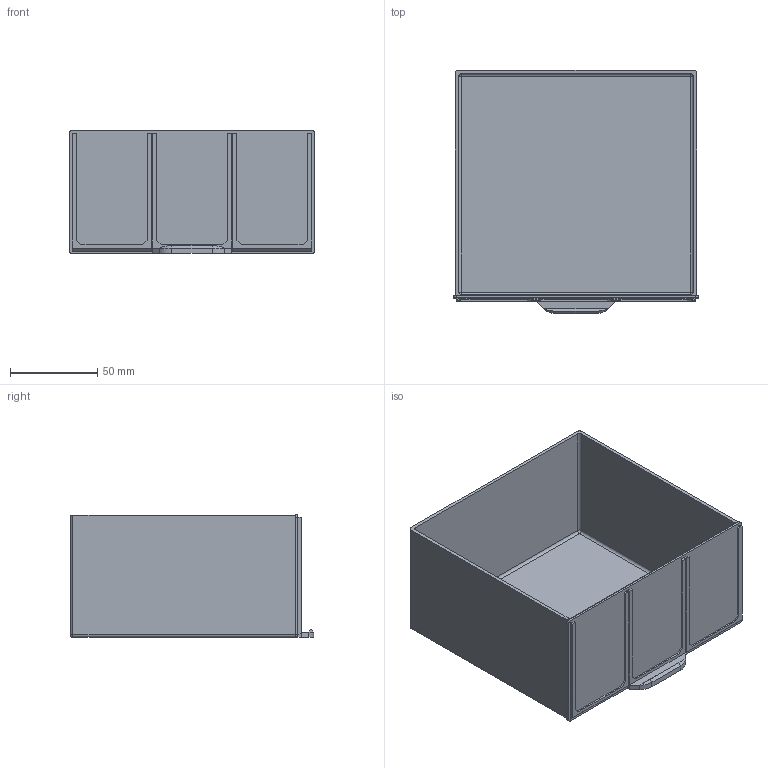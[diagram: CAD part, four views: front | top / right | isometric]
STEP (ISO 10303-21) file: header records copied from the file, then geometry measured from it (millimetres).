
FILE_DESCRIPTION(/* description */ (''),/* implementation_level */ '2;1');
FILE_NAME(/* name */ 'Drawer_2x2x4_single_compartment.stp',/* time_stamp */ '2020-10-02T10:14:04-04:00',/* author */ ('stewie'),/* organization */ (''),/* preprocessor_version */ 'ST-DEVELOPER v18',/* originating_system */ 'Autodesk Inventor 2020',/* authorisation */ '');
FILE_SCHEMA (('AUTOMOTIVE_DESIGN { 1 0 10303 214 3 1 1 }'));
Length unit declared in the file: millimetre
Products named in the file (1): BoxMiddleMiddleDblWideDblTallDrwrDblDeepDblHgtSngl
Bounding box: 140.62 x 139.78 x 70.58 mm (x, y, z)
Volume: 88493.4 mm3; surface area: 113929.4 mm2
Topology: 1 solids, 1 shells, 92 faces, 237 edges, 150 vertices
Faces by surface type: plane 65, cylinder 19, sphere 6, cone 2
Entity records: 2786 total; most frequent: CARTESIAN_POINT 484, ORIENTED_EDGE 474, DIRECTION 459, EDGE_CURVE 237, LINE 197, VECTOR 197, VERTEX_POINT 150, AXIS2_PLACEMENT_3D 131
